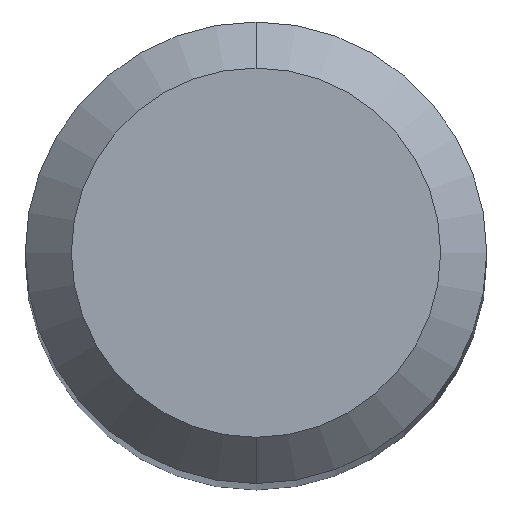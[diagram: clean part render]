
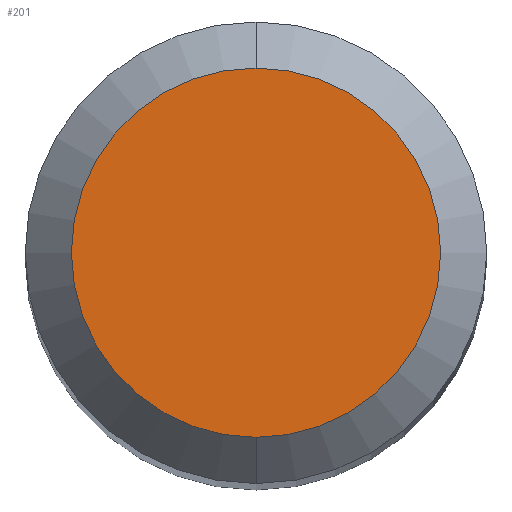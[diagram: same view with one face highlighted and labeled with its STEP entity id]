
A CAD part, top view. The second image highlights one B-rep face of the part: STEP entity #201.
In plain terms, the highlighted planar face has unit normal (0, 0, 1).
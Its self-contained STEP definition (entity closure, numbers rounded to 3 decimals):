
#111=VERTEX_POINT('',#264);
#163=VERTEX_POINT('',#322);
#201=ADVANCED_FACE('',(#368),#369,.T.);
#211=EDGE_CURVE('',#163,#111,#379,.T.);
#217=EDGE_CURVE('',#111,#163,#385,.T.);
#264=CARTESIAN_POINT('',(0.,-1.2,0.0));
#322=CARTESIAN_POINT('',(0.0,1.2,0.0));
#368=FACE_OUTER_BOUND('',#556,.T.);
#369=PLANE('',#557);
#379=CIRCLE('',#572,1.2);
#385=CIRCLE('',#582,1.2);
#556=EDGE_LOOP('',(#766,#767));
#557=AXIS2_PLACEMENT_3D('',#768,#769,#770);
#572=AXIS2_PLACEMENT_3D('',#773,#774,#775);
#582=AXIS2_PLACEMENT_3D('',#780,#781,#782);
#766=ORIENTED_EDGE('',*,*,#211,.F.);
#767=ORIENTED_EDGE('',*,*,#217,.F.);
#768=CARTESIAN_POINT('',(0.0,0.6,0.0));
#769=DIRECTION('',(-0.0,0.0,1.0));
#770=DIRECTION('',(0.0,-1.0,0.0));
#773=CARTESIAN_POINT('',(0.0,0.0,0.0));
#774=DIRECTION('',(0.0,0.0,-1.0));
#775=DIRECTION('',(0.0,1.0,0.0));
#780=CARTESIAN_POINT('',(0.0,0.0,0.0));
#781=DIRECTION('',(0.0,0.0,-1.0));
#782=DIRECTION('',(0.0,1.0,0.0));
